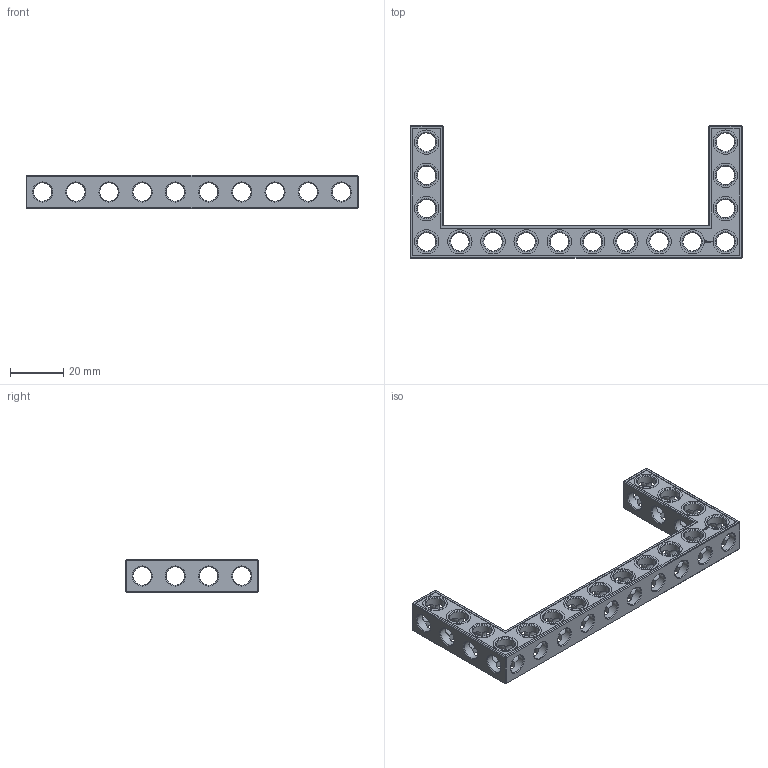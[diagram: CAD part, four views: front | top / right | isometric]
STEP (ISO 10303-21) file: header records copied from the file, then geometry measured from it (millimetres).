
FILE_DESCRIPTION(('FreeCAD Model'),'2;1');
FILE_NAME('Open CASCADE Shape Model','2022-02-25T16:25:36',('Author'),( ''),'Open CASCADE STEP processor 7.5','FreeCAD','Unknown');
FILE_SCHEMA(('AUTOMOTIVE_DESIGN { 1 0 10303 214 1 1 1 1 }'));
Products named in the file (1): Beam AGD ESS USH SYM BU10x04x01 - SPN-BEM-0444 (stemfie.org)
Bounding box: 125 x 50 x 12.5 mm (x, y, z)
Volume: 15628 mm3; surface area: 14082.3 mm2
Topology: 1 solids, 1 shells, 677 faces, 1970 edges, 1282 vertices
Faces by surface type: plane 416, extrusion 98, cylinder 97, cone 66
Full cylindrical faces by diameter (mm): 6.98 x10, 7 x71, 9.2 x16
Entity records: 81570 total; most frequent: CARTESIAN_POINT 43824, DIRECTION 6362, VECTOR 4368, LINE 4270, ORIENTED_EDGE 3940, PCURVE 3940, DEFINITIONAL_REPRESENTATION 3940, EDGE_CURVE 1970
